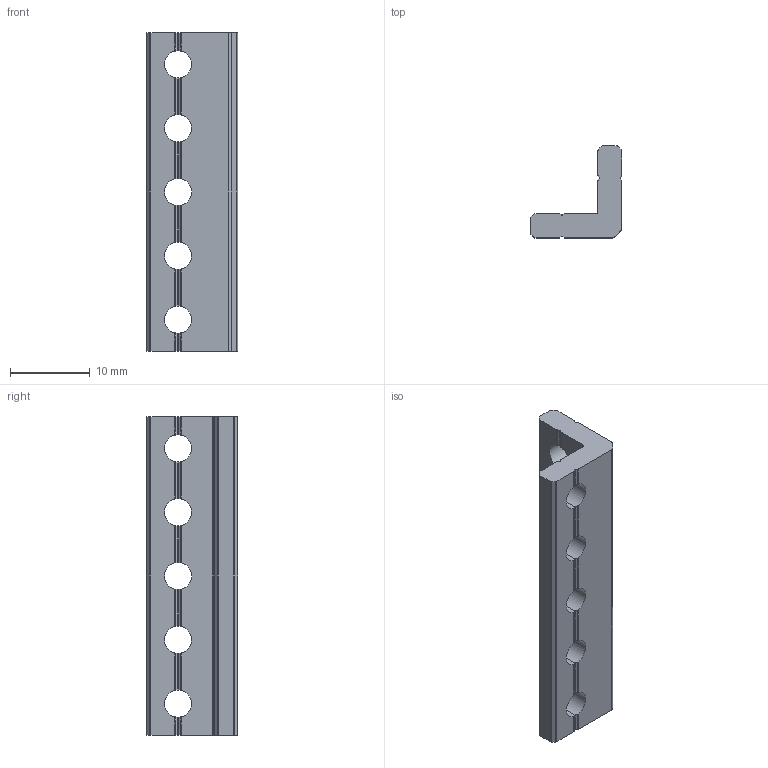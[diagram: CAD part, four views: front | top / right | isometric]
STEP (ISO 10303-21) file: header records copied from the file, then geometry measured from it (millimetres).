
FILE_DESCRIPTION (( 'STEP AP203' ), '1' );
FILE_NAME ('REV-41-1708.STEP', '2019-07-12T00:01:21', ( '' ), ( '' ), 'SwSTEP 2.0', 'SolidWorks 2018', '' );
FILE_SCHEMA (( 'CONFIG_CONTROL_DESIGN' ));
Length unit declared in the file: millimetre
Products named in the file (1): REV-41-1708
Bounding box: 11.5 x 11.5 x 40 mm (x, y, z)
Volume: 2081 mm3; surface area: 2023.4 mm2
Topology: 1 solids, 1 shells, 174 faces, 566 edges, 374 vertices
Faces by surface type: cylinder 109, plane 65
Entity records: 6795 total; most frequent: CARTESIAN_POINT 2195, ORIENTED_EDGE 1132, DIRECTION 764, EDGE_CURVE 566, VERTEX_POINT 374, AXIS2_PLACEMENT_3D 263, LINE 238, VECTOR 238
